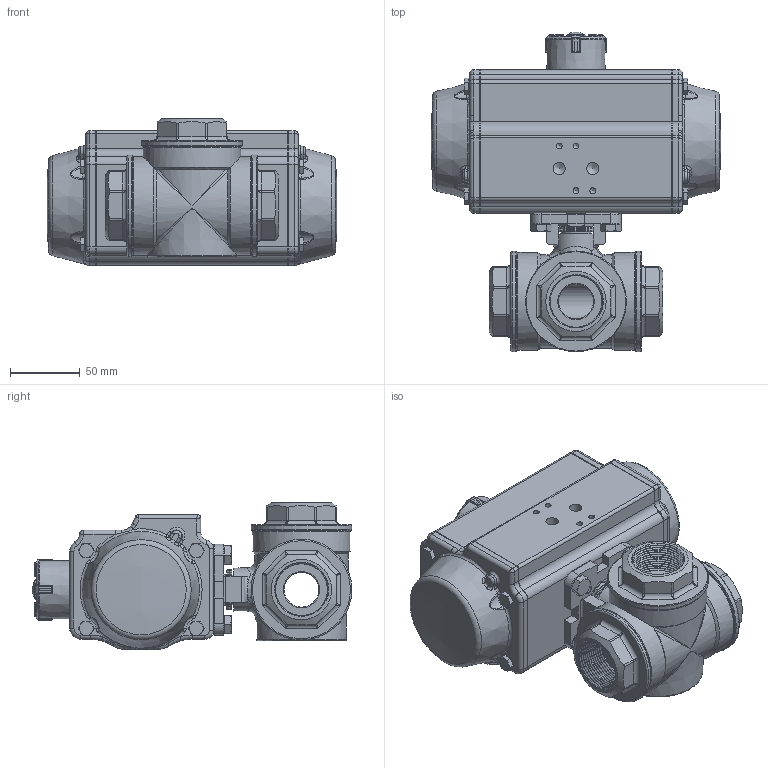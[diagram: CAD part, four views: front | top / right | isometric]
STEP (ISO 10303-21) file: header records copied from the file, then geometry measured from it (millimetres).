
FILE_DESCRIPTION(/* description */ ('Unknown','CAx-IF Rec.Pracs.---Representation and Presentation of Product Manufacturing Information (PMI)---4.0---2014-10-13','CAx-IF Rec.Pracs.---3D Tessellated Geometry---0.4---2014-09-14','2;1'),/* implementation_level */ '2;1');
FILE_NAME(/* name */ 'FR03 9334_9335-07',/* time_stamp */ '2023-11-02T08:48:21+01:00',/* author */ ('Unknown'),/* organization */ ('Unknown'),/* preprocessor_version */ 'ST-DEVELOPER v18.102',/* originating_system */ 'Solid Edge',/* authorisation */ 'Unknown');
FILE_SCHEMA (('AP242_MANAGED_MODEL_BASED_3D_ENGINEERING_MIM_LF { 1 0 10303 442 1 1 4 }'));
Products named in the file (11): DW36-8.303_308.032; 8.303_308.032; DIN 933 M8x22 A2-70 BLK_EDST; DW04_FR03_(DW70_FR52); ____; ________(___________; _____________; ______; hex head bolts-full thread grade c gb_GB_FASTENER_BOLT_HHBFTC M6X20-N; cup head nib bolts with large head gb_GB_FASTENER_BOLT_CHNBW M6X25-N; KP-75
Assembly tree (22 placements, depth 4):
  DW36-8.303_308.032
    8.303_308.032
    DIN 933 M8x22 A2-70 BLK_EDST  x4
    DW04_FR03_(DW70_FR52)
      ____
        ________(___________  x2
        _____________  x2
        ______
      hex head bolts-full thread grade c gb_GB_FASTENER_BOLT_HHBFTC M6X20-N  x8
      cup head nib bolts with large head gb_GB_FASTENER_BOLT_CHNBW M6X25-N
      KP-75
Bounding box: 206.95 x 228.41 x 104.5 mm (x, y, z)
Volume: 2029833 mm3; surface area: 189891.8 mm2
Topology: 20 solids, 20 shells, 1788 faces, 4478 edges, 2777 vertices
Faces by surface type: plane 693, cylinder 453, bspline 342, cone 149, torus 134, sphere 17
Full cylindrical faces by diameter (mm): 3 x18, 3.3 x8, 4.2 x8, 4.66 x1, 5 x13, 6 x9, 6.2 x1, 6.8 x4, 8 x4, 8.8 x2, 13 x4, 21.4 x1, 21.8 x1, 24 x1, 24.6 x1, 25 x2, 28.54 x2, 31.5 x1, 32 x2, 38.5 x1, 49 x1, 70 x3, 72 x3
Entity records: 75373 total; most frequent: CARTESIAN_POINT 43010, ORIENTED_EDGE 6988, DIRECTION 5786, EDGE_CURVE 3494, VERTEX_POINT 2311, AXIS2_PLACEMENT_3D 2047, FACE_BOUND 1729, EDGE_LOOP 1702
